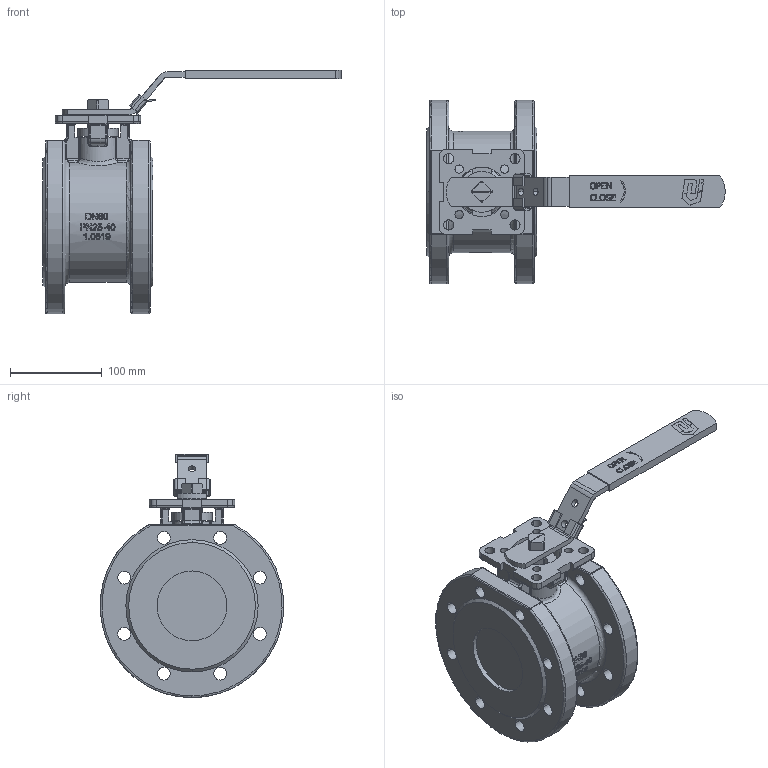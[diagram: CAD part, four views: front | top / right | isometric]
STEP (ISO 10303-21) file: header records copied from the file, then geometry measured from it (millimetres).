
FILE_DESCRIPTION(('HOOPS Exchange Step'),'2;1');
FILE_NAME('FK0301_DN80.stp','2025-07-24T11:57:33+02:00',('nieru'),('Unknown organisation'),'HOOPS Exchange 2024.2','HOOPS Exchange','Unknown authorisation');
FILE_SCHEMA( ('AP203_CONFIGURATION_CONTROLLED_3D_DESIGN_OF_MECHANICAL_PARTS_AND_ASSEMBLIES_MIM_LF') );
Length unit declared in the file: millimetre
Products named in the file (2): 0; root
Assembly tree (1 placements, depth 2):
  root
    0
Bounding box: 325 x 199.77 x 265 mm (x, y, z)
Volume: 2496137.6 mm3; surface area: 222283 mm2
Topology: 1 solids, 1 shells, 1007 faces, 2739 edges, 1763 vertices
Faces by surface type: bspline 355, plane 300, cylinder 290, torus 40, cone 18, sphere 4
Entity records: 61696 total; most frequent: CARTESIAN_POINT 39035, ORIENTED_EDGE 5430, DIRECTION 3468, EDGE_CURVE 2715, VERTEX_POINT 1763, AXIS2_PLACEMENT_3D 1196, EDGE_LOOP 1128, FACE_BOUND 1128
